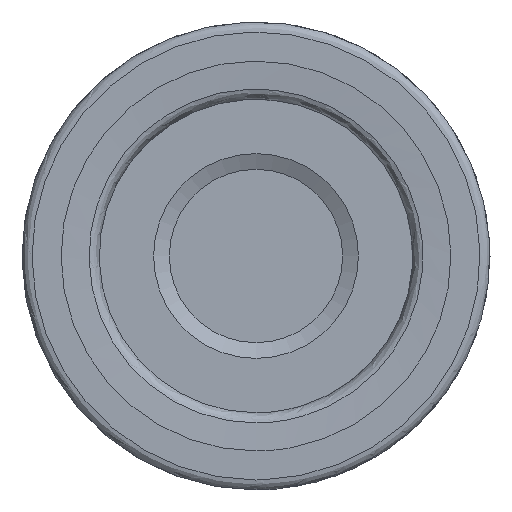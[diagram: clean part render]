
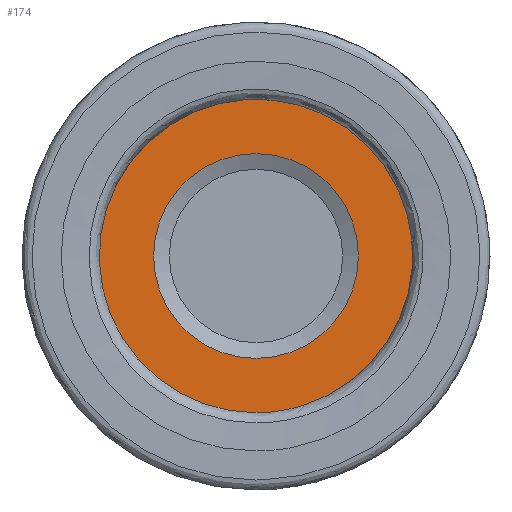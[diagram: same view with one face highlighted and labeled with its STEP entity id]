
A CAD part, left-side view. The second image highlights one B-rep face of the part: STEP entity #174.
In plain terms, the highlighted planar face has unit normal (-1, 0, 0).
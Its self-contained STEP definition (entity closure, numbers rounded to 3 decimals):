
#160=PLANE('',#384);
#174=ADVANCED_FACE('',(#200,#201),#160,.F.);
#200=FACE_BOUND('',#240,.T.);
#201=FACE_BOUND('',#241,.T.);
#240=EDGE_LOOP('',(#280));
#241=EDGE_LOOP('',(#281));
#280=ORIENTED_EDGE('',*,*,#335,.F.);
#281=ORIENTED_EDGE('',*,*,#336,.T.);
#315=VERTEX_POINT('',#511);
#316=VERTEX_POINT('',#514);
#335=EDGE_CURVE('',#315,#315,#355,.T.);
#336=EDGE_CURVE('',#316,#316,#356,.T.);
#355=CIRCLE('',#381,7.);
#356=CIRCLE('',#383,14.2);
#381=AXIS2_PLACEMENT_3D('',#510,#428,#429);
#383=AXIS2_PLACEMENT_3D('',#513,#432,#433);
#384=AXIS2_PLACEMENT_3D('',#515,#434,#435);
#428=DIRECTION('',(-1.,0.,0.));
#429=DIRECTION('',(0.,0.,1.));
#432=DIRECTION('',(-1.,0.,0.));
#433=DIRECTION('',(0.,0.,1.));
#434=DIRECTION('',(1.,0.,0.));
#435=DIRECTION('',(0.,0.,-1.));
#510=CARTESIAN_POINT('',(1.5,0.,0.));
#511=CARTESIAN_POINT('',(1.5,0.,7.));
#513=CARTESIAN_POINT('',(1.5,0.,0.));
#514=CARTESIAN_POINT('',(1.5,0.,14.2));
#515=CARTESIAN_POINT('',(1.5,14.2,0.));
